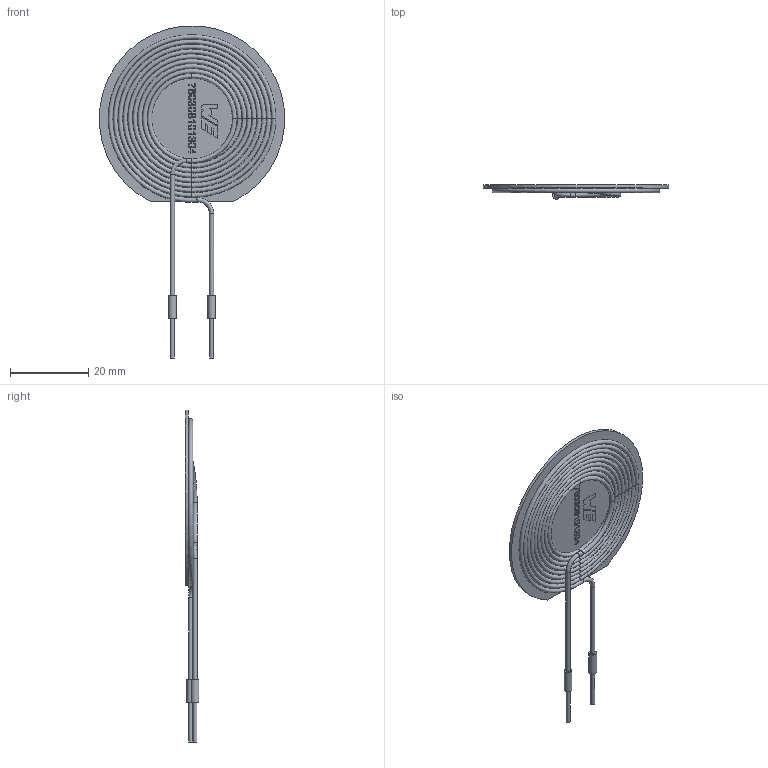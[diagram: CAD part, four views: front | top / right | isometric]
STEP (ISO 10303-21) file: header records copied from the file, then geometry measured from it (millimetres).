
FILE_DESCRIPTION( ( 'Unknown' ), '1' );
FILE_NAME( '760308101304.stp', 'Unknown', ( 'Unknown' ), ( 'Unknown' ), 'PSStep 17.0.49', 'Unknown', ' ' );
FILE_SCHEMA( ( 'AUTOMOTIVE_DESIGN { 1 0 10303 214 1 1 1 1 }' ) );
Length unit declared in the file: millimetre
Products named in the file (3): Assem1; ferrite_shielding; turns
Assembly tree (2 placements, depth 2):
  Assem1
    ferrite_shielding
    turns
Bounding box: 47.38 x 3.54 x 84.91 mm (x, y, z)
Volume: 2351.1 mm3; surface area: 7046.7 mm2
Topology: 2 solids, 2 shells, 150 faces, 341 edges, 221 vertices
Faces by surface type: plane 92, extrusion 29, bspline 11, torus 11, cylinder 7
Full cylindrical faces by diameter (mm): 1 x2, 1.1 x2, 2 x2
Entity records: 8253 total; most frequent: CARTESIAN_POINT 3901, ORIENTED_EDGE 598, DIRECTION 528, EDGE_CURVE 299, VECTOR 234, VERTEX_POINT 227, EDGE_LOOP 215, LINE 205
